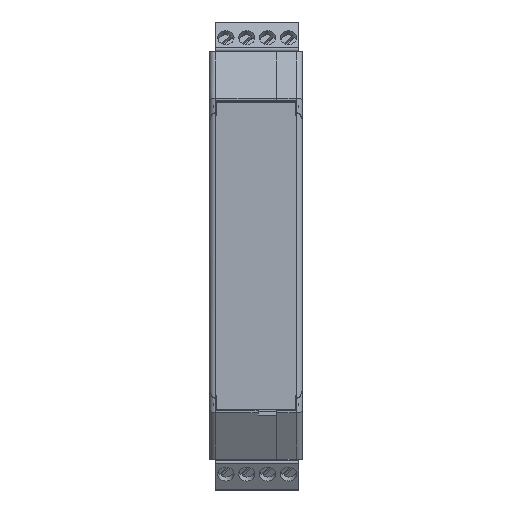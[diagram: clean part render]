
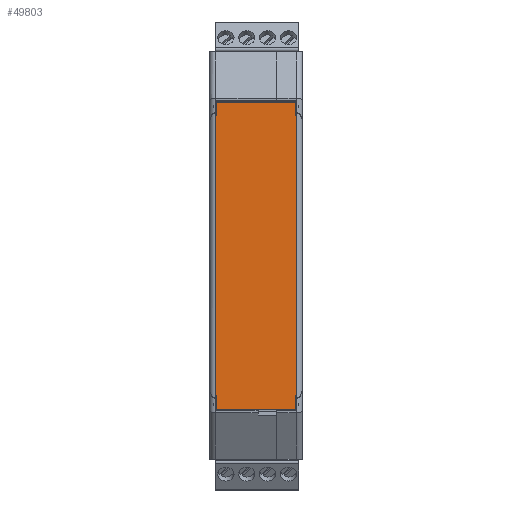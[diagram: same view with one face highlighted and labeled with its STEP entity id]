
A CAD part, top view. The second image highlights one B-rep face of the part: STEP entity #49803.
In plain terms, the highlighted planar face has unit normal (0, 0, 1).
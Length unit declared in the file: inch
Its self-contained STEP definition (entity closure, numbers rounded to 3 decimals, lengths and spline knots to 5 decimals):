
#592 = VECTOR ( 'NONE', #40762, 39.37008 ) ;
#723 = DIRECTION ( 'NONE',  ( 0., 1., 0. ) ) ;
#854 = DIRECTION ( 'NONE',  ( 0., -1., 0. ) ) ;
#1179 = DIRECTION ( 'NONE',  ( 0., 0., 1. ) ) ;
#1352 = VERTEX_POINT ( 'NONE', #10268 ) ;
#2954 = EDGE_CURVE ( 'NONE', #14646, #53824, #23191, .T. ) ;
#3143 = VERTEX_POINT ( 'NONE', #26503 ) ;
#4437 = CARTESIAN_POINT ( 'NONE',  ( -0.76575, -0.54442, 4.04134 ) ) ;
#4582 = VERTEX_POINT ( 'NONE', #19879 ) ;
#4929 = DIRECTION ( 'NONE',  ( 0., 1., 0. ) ) ;
#5178 = DIRECTION ( 'NONE',  ( -1., 0., 0. ) ) ;
#5343 = VECTOR ( 'NONE', #4929, 39.37008 ) ;
#5749 = CARTESIAN_POINT ( 'NONE',  ( -0.00591, -0.4908, 4.04134 ) ) ;
#5989 = EDGE_LOOP ( 'NONE', ( #40254, #25089, #45696, #51308, #44149, #26794, #9131, #24865, #45307, #17420, #14832, #40488 ) ) ;
#7157 = EDGE_CURVE ( 'NONE', #7178, #1352, #37448, .T. ) ;
#7178 = VERTEX_POINT ( 'NONE', #30115 ) ;
#7569 = VECTOR ( 'NONE', #5178, 39.37008 ) ;
#8390 = EDGE_CURVE ( 'NONE', #42124, #34873, #12714, .T. ) ;
#8394 = LINE ( 'NONE', #33961, #34997 ) ;
#8569 = FACE_OUTER_BOUND ( 'NONE', #5989, .T. ) ;
#9131 = ORIENTED_EDGE ( 'NONE', *, *, #8390, .T. ) ;
#10268 = CARTESIAN_POINT ( 'NONE',  ( -0.00591, 2.23361, 4.04134 ) ) ;
#10912 = VECTOR ( 'NONE', #11985, 39.37008 ) ;
#11357 = LINE ( 'NONE', #33808, #29985 ) ;
#11881 = EDGE_CURVE ( 'NONE', #28303, #34873, #8394, .T. ) ;
#11985 = DIRECTION ( 'NONE',  ( 1., 0., 0. ) ) ;
#12714 = LINE ( 'NONE', #44139, #16037 ) ;
#13487 = VERTEX_POINT ( 'NONE', #54755 ) ;
#14646 = VERTEX_POINT ( 'NONE', #26260 ) ;
#14832 = ORIENTED_EDGE ( 'NONE', *, *, #7157, .T. ) ;
#14920 = EDGE_CURVE ( 'NONE', #38635, #3143, #35963, .T. ) ;
#15622 = CARTESIAN_POINT ( 'NONE',  ( -0.76575, 2.33597, 4.04134 ) ) ;
#16037 = VECTOR ( 'NONE', #52494, 39.37008 ) ;
#17028 = DIRECTION ( 'NONE',  ( 0., -1., 0. ) ) ;
#17420 = ORIENTED_EDGE ( 'NONE', *, *, #39494, .T. ) ;
#18363 = LINE ( 'NONE', #4437, #33714 ) ;
#19646 = CARTESIAN_POINT ( 'NONE',  ( -0.76575, 2.15631, 4.04134 ) ) ;
#19751 = EDGE_CURVE ( 'NONE', #47647, #53824, #49796, .T. ) ;
#19879 = CARTESIAN_POINT ( 'NONE',  ( -0.77165, 2.23361, 4.04134 ) ) ;
#20053 = VECTOR ( 'NONE', #51840, 39.37008 ) ;
#20312 = EDGE_CURVE ( 'NONE', #4582, #3143, #42415, .T. ) ;
#23191 = LINE ( 'NONE', #19646, #592 ) ;
#23385 = DIRECTION ( 'NONE',  ( -1., 0., 0. ) ) ;
#23901 = CARTESIAN_POINT ( 'NONE',  ( -0.76575, -0.60497, 4.04134 ) ) ;
#24865 = ORIENTED_EDGE ( 'NONE', *, *, #11881, .F. ) ;
#25089 = ORIENTED_EDGE ( 'NONE', *, *, #2954, .F. ) ;
#25317 = LINE ( 'NONE', #39438, #5343 ) ;
#26260 = CARTESIAN_POINT ( 'NONE',  ( -0.76575, 2.23361, 4.04134 ) ) ;
#26503 = CARTESIAN_POINT ( 'NONE',  ( -0.77165, -0.4908, 4.04134 ) ) ;
#26508 = VECTOR ( 'NONE', #854, 39.37008 ) ;
#26794 = ORIENTED_EDGE ( 'NONE', *, *, #41878, .F. ) ;
#27019 = CARTESIAN_POINT ( 'NONE',  ( -0.77165, 2.33597, 4.04134 ) ) ;
#27502 = CARTESIAN_POINT ( 'NONE',  ( -0.76575, -0.4908, 4.04134 ) ) ;
#28080 = DIRECTION ( 'NONE',  ( -1., 0., 0. ) ) ;
#28303 = VERTEX_POINT ( 'NONE', #5749 ) ;
#29065 = EDGE_CURVE ( 'NONE', #47647, #1352, #30639, .T. ) ;
#29985 = VECTOR ( 'NONE', #46037, 39.37008 ) ;
#30115 = CARTESIAN_POINT ( 'NONE',  ( 0., 2.23361, 4.04134 ) ) ;
#30637 = CARTESIAN_POINT ( 'NONE',  ( -0.06017, 2.23361, 4.04134 ) ) ;
#30639 = LINE ( 'NONE', #52382, #20053 ) ;
#30896 = DIRECTION ( 'NONE',  ( 0., -1., 0. ) ) ;
#33714 = VECTOR ( 'NONE', #723, 39.37008 ) ;
#33808 = CARTESIAN_POINT ( 'NONE',  ( -0.06017, -0.4908, 4.04134 ) ) ;
#33961 = CARTESIAN_POINT ( 'NONE',  ( -0.00591, -0.51304, 4.04134 ) ) ;
#34873 = VERTEX_POINT ( 'NONE', #43870 ) ;
#34997 = VECTOR ( 'NONE', #17028, 39.37008 ) ;
#35963 = LINE ( 'NONE', #44771, #45919 ) ;
#37401 = CARTESIAN_POINT ( 'NONE',  ( -0.83071, 2.23361, 4.04134 ) ) ;
#37448 = LINE ( 'NONE', #30637, #7569 ) ;
#38469 = VECTOR ( 'NONE', #23385, 39.37008 ) ;
#38635 = VERTEX_POINT ( 'NONE', #27502 ) ;
#39438 = CARTESIAN_POINT ( 'NONE',  ( 0., 2.33597, 4.04134 ) ) ;
#39494 = EDGE_CURVE ( 'NONE', #13487, #7178, #25317, .T. ) ;
#40254 = ORIENTED_EDGE ( 'NONE', *, *, #19751, .T. ) ;
#40488 = ORIENTED_EDGE ( 'NONE', *, *, #29065, .F. ) ;
#40762 = DIRECTION ( 'NONE',  ( 0., 1., 0. ) ) ;
#41878 = EDGE_CURVE ( 'NONE', #42124, #38635, #18363, .T. ) ;
#42124 = VERTEX_POINT ( 'NONE', #23901 ) ;
#42415 = LINE ( 'NONE', #27019, #26508 ) ;
#43131 = CARTESIAN_POINT ( 'NONE',  ( -0.06017, 2.33597, 4.04134 ) ) ;
#43870 = CARTESIAN_POINT ( 'NONE',  ( -0.00591, -0.60497, 4.04134 ) ) ;
#43959 = CARTESIAN_POINT ( 'NONE',  ( -0.06017, 2.33597, 4.04134 ) ) ;
#44139 = CARTESIAN_POINT ( 'NONE',  ( 0.02992, -0.60497, 4.04134 ) ) ;
#44149 = ORIENTED_EDGE ( 'NONE', *, *, #14920, .F. ) ;
#44376 = AXIS2_PLACEMENT_3D ( 'NONE', #43131, #1179, #30896 ) ;
#44771 = CARTESIAN_POINT ( 'NONE',  ( -0.83071, -0.4908, 4.04134 ) ) ;
#45307 = ORIENTED_EDGE ( 'NONE', *, *, #47590, .T. ) ;
#45696 = ORIENTED_EDGE ( 'NONE', *, *, #52863, .F. ) ;
#45919 = VECTOR ( 'NONE', #28080, 39.37008 ) ;
#46037 = DIRECTION ( 'NONE',  ( 1., 0., 0. ) ) ;
#47314 = CARTESIAN_POINT ( 'NONE',  ( -0.00591, 2.33597, 4.04134 ) ) ;
#47590 = EDGE_CURVE ( 'NONE', #28303, #13487, #11357, .T. ) ;
#47647 = VERTEX_POINT ( 'NONE', #47314 ) ;
#47792 = PLANE ( 'NONE',  #44376 ) ;
#49796 = LINE ( 'NONE', #43959, #38469 ) ;
#49803 = ADVANCED_FACE ( 'NONE', ( #8569 ), #47792, .T. ) ;
#51308 = ORIENTED_EDGE ( 'NONE', *, *, #20312, .T. ) ;
#51399 = LINE ( 'NONE', #37401, #10912 ) ;
#51840 = DIRECTION ( 'NONE',  ( 0., -1., 0. ) ) ;
#52382 = CARTESIAN_POINT ( 'NONE',  ( -0.00591, 2.07219, 4.04134 ) ) ;
#52494 = DIRECTION ( 'NONE',  ( 1., 0., 0. ) ) ;
#52863 = EDGE_CURVE ( 'NONE', #4582, #14646, #51399, .T. ) ;
#53824 = VERTEX_POINT ( 'NONE', #15622 ) ;
#54755 = CARTESIAN_POINT ( 'NONE',  ( 0., -0.4908, 4.04134 ) ) ;
